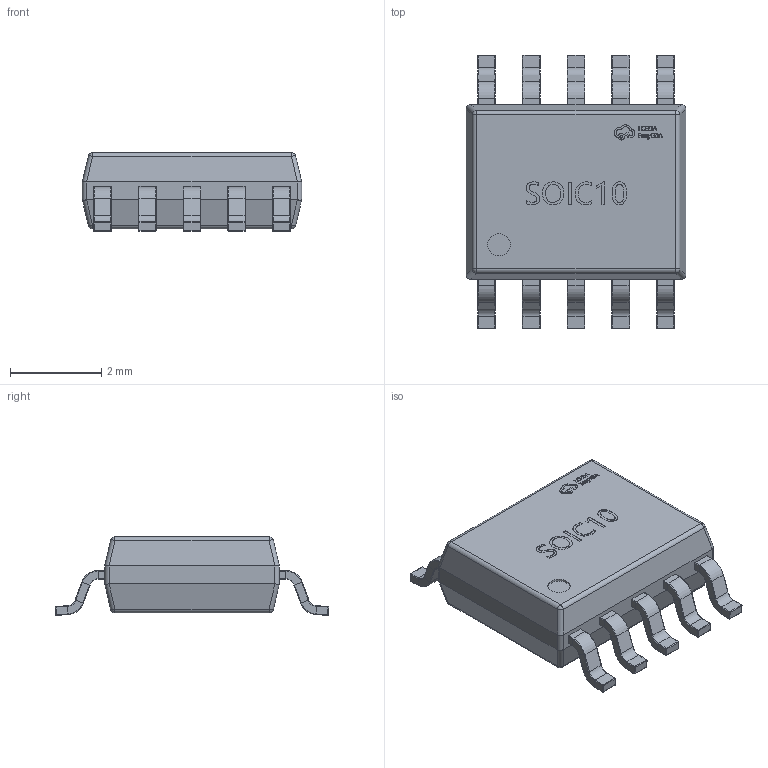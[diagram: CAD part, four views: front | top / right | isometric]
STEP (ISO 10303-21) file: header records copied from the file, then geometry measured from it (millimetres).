
FILE_DESCRIPTION(/* description */ (''),/* implementation_level */ '2;1');
FILE_NAME(/* name */ 'SOIC-10-1.step',/* time_stamp */ '2023-02-17T02:18:33+08:00',/* author */ (''),/* organization */ (''),/* preprocessor_version */ 'ST-DEVELOPER v19.2',/* originating_system */ 'Autodesk Translation Framework v11.17.0.187',/* authorisation */ '');
FILE_SCHEMA (('AUTOMOTIVE_DESIGN { 1 0 10303 214 3 1 1 }'));
Length unit declared in the file: millimetre
Products named in the file (4): (Unsaved); U1; SOIC-10_L4.9-W3.9-P1.00-LS6.0-BL; COMPOUND (1)
Assembly tree (3 placements, depth 4):
  (Unsaved)
    U1
      SOIC-10_L4.9-W3.9-P1.00-LS6.0-BL
        COMPOUND (1)
Bounding box: 4.82 x 6 x 1.72 mm (x, y, z)
Volume: 30.3 mm3; surface area: 79.1 mm2
Topology: 24 solids, 24 shells, 889 faces, 2036 edges, 1196 vertices
Faces by surface type: plane 390, cylinder 221, bspline 150, torus 80, sphere 48
Full cylindrical faces by diameter (mm): 0.491 x1
Entity records: 28837 total; most frequent: CARTESIAN_POINT 8389, ORIENTED_EDGE 4042, DIRECTION 3933, EDGE_CURVE 2021, AXIS2_PLACEMENT_3D 1376, VERTEX_POINT 1196, LINE 1181, VECTOR 1181
